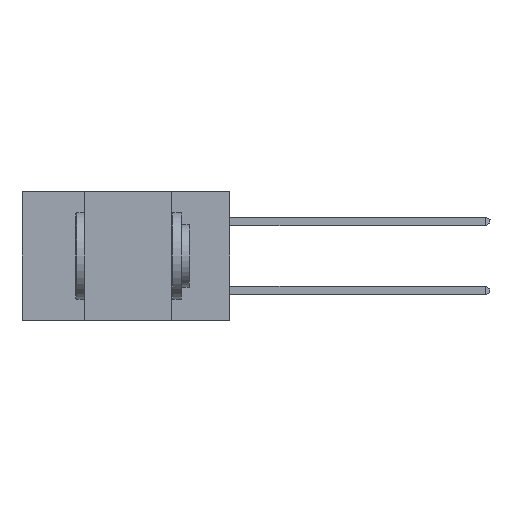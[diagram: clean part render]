
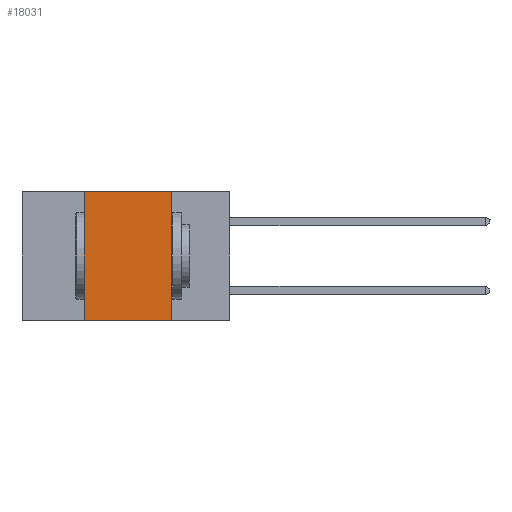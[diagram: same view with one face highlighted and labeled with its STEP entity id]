
A CAD part, left-side view. The second image highlights one B-rep face of the part: STEP entity #18031.
In plain terms, the highlighted planar face has unit normal (-1, 0, 0).
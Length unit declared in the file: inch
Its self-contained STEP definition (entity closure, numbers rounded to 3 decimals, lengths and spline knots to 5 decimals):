
#156 = ORIENTED_EDGE ( 'NONE', *, *, #10017, .F. ) ;
#805 = PLANE ( 'NONE',  #16594 ) ;
#2212 = CARTESIAN_POINT ( 'NONE',  ( 0., 0.42, 0. ) ) ;
#2287 = DIRECTION ( 'NONE',  ( 1., 0., 0. ) ) ;
#3318 = DIRECTION ( 'NONE',  ( 0., 0., -1. ) ) ;
#3637 = ORIENTED_EDGE ( 'NONE', *, *, #14999, .F. ) ;
#4079 = VERTEX_POINT ( 'NONE', #5346 ) ;
#4148 = VERTEX_POINT ( 'NONE', #2212 ) ;
#4561 = EDGE_CURVE ( 'NONE', #18622, #6162, #5586, .T. ) ;
#4805 = EDGE_LOOP ( 'NONE', ( #18909, #156, #3637, #19034 ) ) ;
#5346 = CARTESIAN_POINT ( 'NONE',  ( 0., 0.17, 0. ) ) ;
#5516 = DIRECTION ( 'NONE',  ( 0., 0., -1. ) ) ;
#5586 = LINE ( 'NONE', #10392, #11446 ) ;
#6162 = VERTEX_POINT ( 'NONE', #15322 ) ;
#6603 = LINE ( 'NONE', #15466, #10285 ) ;
#6676 = LINE ( 'NONE', #14261, #16554 ) ;
#8062 = CARTESIAN_POINT ( 'NONE',  ( 0., 0.42, -0.37 ) ) ;
#9017 = DIRECTION ( 'NONE',  ( 0., -1., 0. ) ) ;
#9326 = LINE ( 'NONE', #10791, #15260 ) ;
#10017 = EDGE_CURVE ( 'NONE', #4148, #4079, #6676, .T. ) ;
#10285 = VECTOR ( 'NONE', #15161, 39.37008 ) ;
#10392 = CARTESIAN_POINT ( 'NONE',  ( 0., 0.6, -0.37 ) ) ;
#10791 = CARTESIAN_POINT ( 'NONE',  ( 0., 0.17, -0.37 ) ) ;
#11446 = VECTOR ( 'NONE', #9017, 39.37008 ) ;
#12975 = EDGE_CURVE ( 'NONE', #4079, #6162, #9326, .T. ) ;
#14261 = CARTESIAN_POINT ( 'NONE',  ( 0., 0.6, 0. ) ) ;
#14392 = FACE_OUTER_BOUND ( 'NONE', #4805, .T. ) ;
#14999 = EDGE_CURVE ( 'NONE', #18622, #4148, #6603, .T. ) ;
#15161 = DIRECTION ( 'NONE',  ( 0., 0., 1. ) ) ;
#15260 = VECTOR ( 'NONE', #3318, 39.37008 ) ;
#15322 = CARTESIAN_POINT ( 'NONE',  ( 0., 0.17, -0.37 ) ) ;
#15466 = CARTESIAN_POINT ( 'NONE',  ( 0., 0.42, -0.37 ) ) ;
#15759 = CARTESIAN_POINT ( 'NONE',  ( 0., 0.6, 0. ) ) ;
#16554 = VECTOR ( 'NONE', #18781, 39.37008 ) ;
#16594 = AXIS2_PLACEMENT_3D ( 'NONE', #15759, #2287, #5516 ) ;
#18031 = ADVANCED_FACE ( 'NONE', ( #14392 ), #805, .F. ) ;
#18622 = VERTEX_POINT ( 'NONE', #8062 ) ;
#18781 = DIRECTION ( 'NONE',  ( 0., -1., 0. ) ) ;
#18909 = ORIENTED_EDGE ( 'NONE', *, *, #12975, .F. ) ;
#19034 = ORIENTED_EDGE ( 'NONE', *, *, #4561, .T. ) ;
